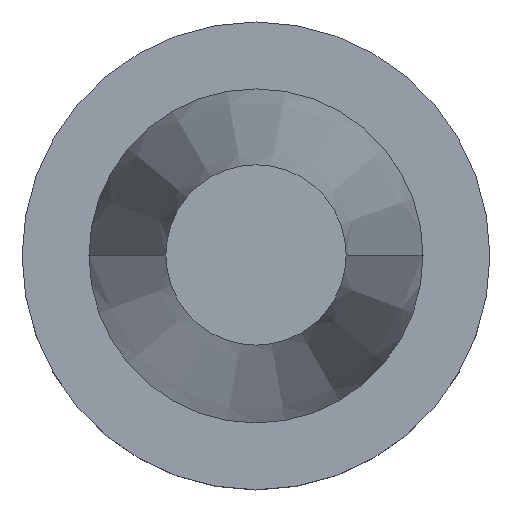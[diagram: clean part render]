
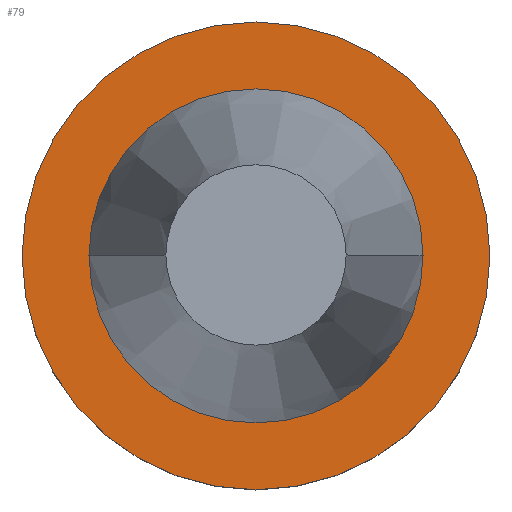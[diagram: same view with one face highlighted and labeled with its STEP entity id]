
A CAD part, top view. The second image highlights one B-rep face of the part: STEP entity #79.
In plain terms, the highlighted planar face has unit normal (0, 0, 1).
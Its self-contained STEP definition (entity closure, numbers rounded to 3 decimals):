
#79=ADVANCED_FACE('',(#104,#105),#99,.F.);
#99=PLANE('',#322);
#104=FACE_BOUND('',#129,.T.);
#105=FACE_BOUND('',#130,.T.);
#129=EDGE_LOOP('',(#162));
#130=EDGE_LOOP('',(#163,#164));
#162=ORIENTED_EDGE('',*,*,#244,.T.);
#163=ORIENTED_EDGE('',*,*,#245,.T.);
#164=ORIENTED_EDGE('',*,*,#246,.T.);
#220=VERTEX_POINT('',#463);
#221=VERTEX_POINT('',#465);
#222=VERTEX_POINT('',#466);
#244=EDGE_CURVE('',#220,#220,#273,.T.);
#245=EDGE_CURVE('',#221,#222,#274,.T.);
#246=EDGE_CURVE('',#222,#221,#275,.T.);
#273=CIRCLE('',#319,31.775);
#274=CIRCLE('',#320,22.692);
#275=CIRCLE('',#321,22.692);
#319=AXIS2_PLACEMENT_3D('',#462,#368,#369);
#320=AXIS2_PLACEMENT_3D('',#464,#370,#371);
#321=AXIS2_PLACEMENT_3D('',#467,#372,#373);
#322=AXIS2_PLACEMENT_3D('',#468,#374,#375);
#368=DIRECTION('',(0.,0.,1.));
#369=DIRECTION('',(-1.,0.,0.));
#370=DIRECTION('',(0.,0.,-1.));
#371=DIRECTION('',(-1.,0.,0.));
#372=DIRECTION('',(0.,0.,-1.));
#373=DIRECTION('',(-1.,0.,0.));
#374=DIRECTION('',(0.,0.,-1.));
#375=DIRECTION('',(-1.,0.,0.));
#462=CARTESIAN_POINT('',(0.011,0.,-3.2));
#463=CARTESIAN_POINT('',(-31.764,0.,-3.2));
#464=CARTESIAN_POINT('',(0.011,0.,-3.2));
#465=CARTESIAN_POINT('',(-22.68,0.,-3.2));
#466=CARTESIAN_POINT('',(22.703,0.,-3.2));
#467=CARTESIAN_POINT('',(0.011,0.,-3.2));
#468=CARTESIAN_POINT('',(0.011,-22.692,-3.2));
